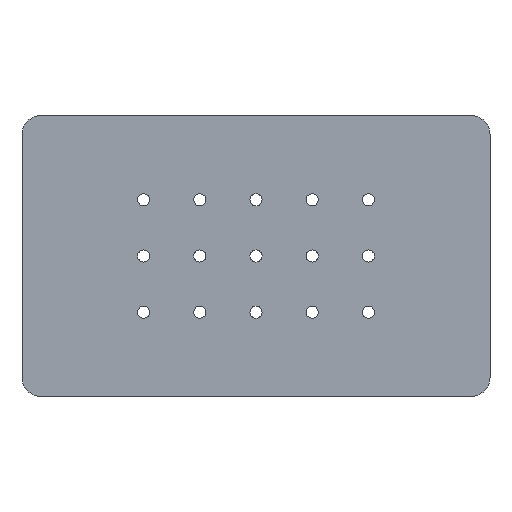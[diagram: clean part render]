
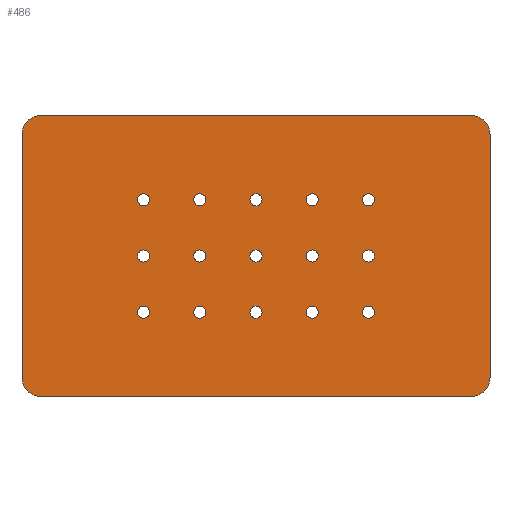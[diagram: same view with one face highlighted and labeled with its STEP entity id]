
A CAD part, top view. The second image highlights one B-rep face of the part: STEP entity #486.
In plain terms, the highlighted planar face has unit normal (0, 0, 1).
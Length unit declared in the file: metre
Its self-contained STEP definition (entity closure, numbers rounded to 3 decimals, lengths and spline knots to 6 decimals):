
#21=CIRCLE('',#504,0.01);
#23=CIRCLE('',#508,0.01);
#25=CIRCLE('',#512,0.01);
#26=CIRCLE('',#515,0.00325);
#28=CIRCLE('',#518,0.00325);
#30=CIRCLE('',#521,0.00325);
#32=CIRCLE('',#524,0.00325);
#34=CIRCLE('',#527,0.00325);
#36=CIRCLE('',#530,0.00325);
#38=CIRCLE('',#533,0.00325);
#40=CIRCLE('',#536,0.00325);
#42=CIRCLE('',#539,0.00325);
#44=CIRCLE('',#542,0.00325);
#46=CIRCLE('',#545,0.00325);
#48=CIRCLE('',#548,0.00325);
#50=CIRCLE('',#551,0.00325);
#52=CIRCLE('',#554,0.00325);
#54=CIRCLE('',#557,0.00325);
#57=CIRCLE('',#561,0.01);
#139=ORIENTED_EDGE('',*,*,#235,.F.);
#140=ORIENTED_EDGE('',*,*,#233,.F.);
#141=ORIENTED_EDGE('',*,*,#231,.F.);
#142=ORIENTED_EDGE('',*,*,#229,.F.);
#143=ORIENTED_EDGE('',*,*,#227,.F.);
#144=ORIENTED_EDGE('',*,*,#225,.F.);
#145=ORIENTED_EDGE('',*,*,#223,.F.);
#146=ORIENTED_EDGE('',*,*,#221,.F.);
#147=ORIENTED_EDGE('',*,*,#219,.F.);
#148=ORIENTED_EDGE('',*,*,#217,.F.);
#149=ORIENTED_EDGE('',*,*,#215,.F.);
#150=ORIENTED_EDGE('',*,*,#213,.F.);
#151=ORIENTED_EDGE('',*,*,#211,.F.);
#152=ORIENTED_EDGE('',*,*,#209,.F.);
#153=ORIENTED_EDGE('',*,*,#207,.F.);
#154=ORIENTED_EDGE('',*,*,#187,.F.);
#155=ORIENTED_EDGE('',*,*,#191,.T.);
#156=ORIENTED_EDGE('',*,*,#194,.T.);
#157=ORIENTED_EDGE('',*,*,#197,.T.);
#158=ORIENTED_EDGE('',*,*,#200,.T.);
#159=ORIENTED_EDGE('',*,*,#203,.T.);
#160=ORIENTED_EDGE('',*,*,#206,.F.);
#161=ORIENTED_EDGE('',*,*,#238,.T.);
#187=EDGE_CURVE('',#241,#242,#287,.T.);
#191=EDGE_CURVE('',#241,#244,#21,.T.);
#194=EDGE_CURVE('',#244,#246,#292,.T.);
#197=EDGE_CURVE('',#246,#248,#23,.T.);
#200=EDGE_CURVE('',#248,#250,#296,.T.);
#203=EDGE_CURVE('',#250,#252,#25,.T.);
#206=EDGE_CURVE('',#254,#252,#300,.T.);
#207=EDGE_CURVE('',#255,#255,#26,.T.);
#209=EDGE_CURVE('',#257,#257,#28,.T.);
#211=EDGE_CURVE('',#259,#259,#30,.T.);
#213=EDGE_CURVE('',#261,#261,#32,.T.);
#215=EDGE_CURVE('',#263,#263,#34,.T.);
#217=EDGE_CURVE('',#265,#265,#36,.T.);
#219=EDGE_CURVE('',#267,#267,#38,.T.);
#221=EDGE_CURVE('',#269,#269,#40,.T.);
#223=EDGE_CURVE('',#271,#271,#42,.T.);
#225=EDGE_CURVE('',#273,#273,#44,.T.);
#227=EDGE_CURVE('',#275,#275,#46,.T.);
#229=EDGE_CURVE('',#277,#277,#48,.T.);
#231=EDGE_CURVE('',#279,#279,#50,.T.);
#233=EDGE_CURVE('',#281,#281,#52,.T.);
#235=EDGE_CURVE('',#283,#283,#54,.T.);
#238=EDGE_CURVE('',#254,#242,#57,.T.);
#241=VERTEX_POINT('',#714);
#242=VERTEX_POINT('',#716);
#244=VERTEX_POINT('',#722);
#246=VERTEX_POINT('',#728);
#248=VERTEX_POINT('',#734);
#250=VERTEX_POINT('',#740);
#252=VERTEX_POINT('',#746);
#254=VERTEX_POINT('',#752);
#255=VERTEX_POINT('',#756);
#257=VERTEX_POINT('',#761);
#259=VERTEX_POINT('',#766);
#261=VERTEX_POINT('',#771);
#263=VERTEX_POINT('',#776);
#265=VERTEX_POINT('',#781);
#267=VERTEX_POINT('',#786);
#269=VERTEX_POINT('',#791);
#271=VERTEX_POINT('',#796);
#273=VERTEX_POINT('',#801);
#275=VERTEX_POINT('',#806);
#277=VERTEX_POINT('',#811);
#279=VERTEX_POINT('',#816);
#281=VERTEX_POINT('',#821);
#283=VERTEX_POINT('',#826);
#287=LINE('',#715,#303);
#292=LINE('',#729,#308);
#296=LINE('',#741,#312);
#300=LINE('',#753,#316);
#303=VECTOR('',#570,1.);
#308=VECTOR('',#583,1.);
#312=VECTOR('',#595,1.);
#316=VECTOR('',#607,1.);
#355=EDGE_LOOP('',(#139));
#356=EDGE_LOOP('',(#140));
#357=EDGE_LOOP('',(#141));
#358=EDGE_LOOP('',(#142));
#359=EDGE_LOOP('',(#143));
#360=EDGE_LOOP('',(#144));
#361=EDGE_LOOP('',(#145));
#362=EDGE_LOOP('',(#146));
#363=EDGE_LOOP('',(#147));
#364=EDGE_LOOP('',(#148));
#365=EDGE_LOOP('',(#149));
#366=EDGE_LOOP('',(#150));
#367=EDGE_LOOP('',(#151));
#368=EDGE_LOOP('',(#152));
#369=EDGE_LOOP('',(#153));
#370=EDGE_LOOP('',(#154,#155,#156,#157,#158,#159,#160,#161));
#425=FACE_BOUND('',#355,.T.);
#426=FACE_BOUND('',#356,.T.);
#427=FACE_BOUND('',#357,.T.);
#428=FACE_BOUND('',#358,.T.);
#429=FACE_BOUND('',#359,.T.);
#430=FACE_BOUND('',#360,.T.);
#431=FACE_BOUND('',#361,.T.);
#432=FACE_BOUND('',#362,.T.);
#433=FACE_BOUND('',#363,.T.);
#434=FACE_BOUND('',#364,.T.);
#435=FACE_BOUND('',#365,.T.);
#436=FACE_BOUND('',#366,.T.);
#437=FACE_BOUND('',#367,.T.);
#438=FACE_BOUND('',#368,.T.);
#439=FACE_BOUND('',#369,.T.);
#440=FACE_BOUND('',#370,.T.);
#461=PLANE('',#562);
#486=ADVANCED_FACE('',(#425,#426,#427,#428,#429,#430,#431,#432,#433,#434,
#435,#436,#437,#438,#439,#440),#461,.T.);
#504=AXIS2_PLACEMENT_3D('',#723,#577,#578);
#508=AXIS2_PLACEMENT_3D('',#735,#589,#590);
#512=AXIS2_PLACEMENT_3D('',#747,#601,#602);
#515=AXIS2_PLACEMENT_3D('',#755,#610,#611);
#518=AXIS2_PLACEMENT_3D('',#760,#616,#617);
#521=AXIS2_PLACEMENT_3D('',#765,#622,#623);
#524=AXIS2_PLACEMENT_3D('',#770,#628,#629);
#527=AXIS2_PLACEMENT_3D('',#775,#634,#635);
#530=AXIS2_PLACEMENT_3D('',#780,#640,#641);
#533=AXIS2_PLACEMENT_3D('',#785,#646,#647);
#536=AXIS2_PLACEMENT_3D('',#790,#652,#653);
#539=AXIS2_PLACEMENT_3D('',#795,#658,#659);
#542=AXIS2_PLACEMENT_3D('',#800,#664,#665);
#545=AXIS2_PLACEMENT_3D('',#805,#670,#671);
#548=AXIS2_PLACEMENT_3D('',#810,#676,#677);
#551=AXIS2_PLACEMENT_3D('',#815,#682,#683);
#554=AXIS2_PLACEMENT_3D('',#820,#688,#689);
#557=AXIS2_PLACEMENT_3D('',#825,#694,#695);
#561=AXIS2_PLACEMENT_3D('',#831,#702,#703);
#562=AXIS2_PLACEMENT_3D('',#832,#704,#705);
#570=DIRECTION('',(0.,1.,0.));
#577=DIRECTION('',(0.,0.,1.));
#578=DIRECTION('',(1.,0.,0.));
#583=DIRECTION('',(1.,0.,0.));
#589=DIRECTION('',(0.,0.,1.));
#590=DIRECTION('',(1.,0.,0.));
#595=DIRECTION('',(0.,1.,0.));
#601=DIRECTION('',(0.,0.,1.));
#602=DIRECTION('',(1.,0.,0.));
#607=DIRECTION('',(1.,0.,0.));
#610=DIRECTION('',(0.,0.,1.));
#611=DIRECTION('',(1.,0.,0.));
#616=DIRECTION('',(0.,0.,1.));
#617=DIRECTION('',(1.,0.,0.));
#622=DIRECTION('',(0.,0.,1.));
#623=DIRECTION('',(1.,0.,0.));
#628=DIRECTION('',(0.,0.,1.));
#629=DIRECTION('',(1.,0.,0.));
#634=DIRECTION('',(0.,0.,1.));
#635=DIRECTION('',(1.,0.,0.));
#640=DIRECTION('',(0.,0.,1.));
#641=DIRECTION('',(1.,0.,0.));
#646=DIRECTION('',(0.,0.,1.));
#647=DIRECTION('',(1.,0.,0.));
#652=DIRECTION('',(0.,0.,1.));
#653=DIRECTION('',(1.,0.,0.));
#658=DIRECTION('',(0.,0.,1.));
#659=DIRECTION('',(1.,0.,0.));
#664=DIRECTION('',(0.,0.,1.));
#665=DIRECTION('',(1.,0.,0.));
#670=DIRECTION('',(0.,0.,1.));
#671=DIRECTION('',(1.,0.,0.));
#676=DIRECTION('',(0.,0.,1.));
#677=DIRECTION('',(1.,0.,0.));
#682=DIRECTION('',(0.,0.,1.));
#683=DIRECTION('',(1.,0.,0.));
#688=DIRECTION('',(0.,0.,1.));
#689=DIRECTION('',(1.,0.,0.));
#694=DIRECTION('',(0.,0.,1.));
#695=DIRECTION('',(1.,0.,0.));
#702=DIRECTION('',(0.,0.,1.));
#703=DIRECTION('',(1.,0.,0.));
#704=DIRECTION('',(0.,0.,1.));
#705=DIRECTION('',(1.,0.,0.));
#714=CARTESIAN_POINT('',(0.,0.01,0.002));
#715=CARTESIAN_POINT('',(0.,0.075,0.002));
#716=CARTESIAN_POINT('',(0.,0.14,0.002));
#722=CARTESIAN_POINT('',(0.01,0.,0.002));
#723=CARTESIAN_POINT('',(0.01,0.01,0.002));
#728=CARTESIAN_POINT('',(0.24,0.,0.002));
#729=CARTESIAN_POINT('',(0.125,0.,0.002));
#734=CARTESIAN_POINT('',(0.25,0.01,0.002));
#735=CARTESIAN_POINT('',(0.24,0.01,0.002));
#740=CARTESIAN_POINT('',(0.25,0.14,0.002));
#741=CARTESIAN_POINT('',(0.25,0.075,0.002));
#746=CARTESIAN_POINT('',(0.24,0.15,0.002));
#747=CARTESIAN_POINT('',(0.24,0.14,0.002));
#752=CARTESIAN_POINT('',(0.01,0.15,0.002));
#753=CARTESIAN_POINT('',(0.125,0.15,0.002));
#755=CARTESIAN_POINT('',(0.065,0.105,0.002));
#756=CARTESIAN_POINT('',(0.06825,0.105,0.002));
#760=CARTESIAN_POINT('',(0.065,0.075,0.002));
#761=CARTESIAN_POINT('',(0.06825,0.075,0.002));
#765=CARTESIAN_POINT('',(0.095,0.075,0.002));
#766=CARTESIAN_POINT('',(0.09825,0.075,0.002));
#770=CARTESIAN_POINT('',(0.095,0.105,0.002));
#771=CARTESIAN_POINT('',(0.09825,0.105,0.002));
#775=CARTESIAN_POINT('',(0.125,0.075,0.002));
#776=CARTESIAN_POINT('',(0.12825,0.075,0.002));
#780=CARTESIAN_POINT('',(0.125,0.105,0.002));
#781=CARTESIAN_POINT('',(0.12825,0.105,0.002));
#785=CARTESIAN_POINT('',(0.155,0.075,0.002));
#786=CARTESIAN_POINT('',(0.15825,0.075,0.002));
#790=CARTESIAN_POINT('',(0.155,0.105,0.002));
#791=CARTESIAN_POINT('',(0.15825,0.105,0.002));
#795=CARTESIAN_POINT('',(0.185,0.075,0.002));
#796=CARTESIAN_POINT('',(0.18825,0.075,0.002));
#800=CARTESIAN_POINT('',(0.185,0.105,0.002));
#801=CARTESIAN_POINT('',(0.18825,0.105,0.002));
#805=CARTESIAN_POINT('',(0.065,0.045,0.002));
#806=CARTESIAN_POINT('',(0.06825,0.045,0.002));
#810=CARTESIAN_POINT('',(0.095,0.045,0.002));
#811=CARTESIAN_POINT('',(0.09825,0.045,0.002));
#815=CARTESIAN_POINT('',(0.125,0.045,0.002));
#816=CARTESIAN_POINT('',(0.12825,0.045,0.002));
#820=CARTESIAN_POINT('',(0.155,0.045,0.002));
#821=CARTESIAN_POINT('',(0.15825,0.045,0.002));
#825=CARTESIAN_POINT('',(0.185,0.045,0.002));
#826=CARTESIAN_POINT('',(0.18825,0.045,0.002));
#831=CARTESIAN_POINT('',(0.01,0.14,0.002));
#832=CARTESIAN_POINT('',(0.125,0.075,0.002));
